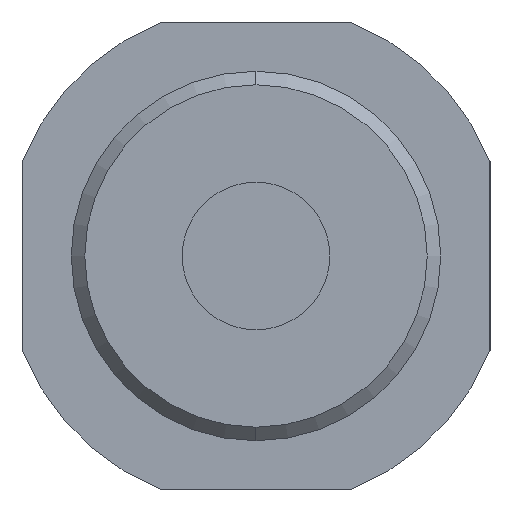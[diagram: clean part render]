
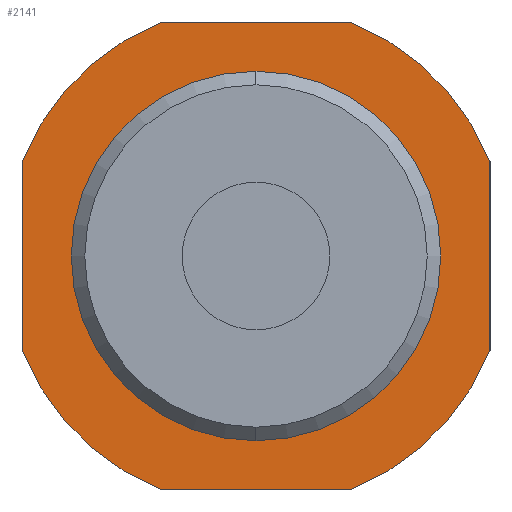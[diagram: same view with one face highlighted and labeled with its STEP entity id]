
A CAD part, left-side view. The second image highlights one B-rep face of the part: STEP entity #2141.
In plain terms, the highlighted face is planar.
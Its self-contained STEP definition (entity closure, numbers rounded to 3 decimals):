
#25 = CIRCLE ( 'NONE', #1533, 20.5 ) ;
#54 = CARTESIAN_POINT ( 'NONE',  ( 153.5, 0., 0. ) ) ;
#68 = EDGE_CURVE ( 'NONE', #1721, #2168, #2191, .T. ) ;
#95 = CARTESIAN_POINT ( 'NONE',  ( 153.5, 0., 0. ) ) ;
#111 = VERTEX_POINT ( 'NONE', #1266 ) ;
#114 = CARTESIAN_POINT ( 'NONE',  ( 153.5, 19., 7.697 ) ) ;
#124 = CARTESIAN_POINT ( 'NONE',  ( 153.5, -7.697, 19. ) ) ;
#132 = PLANE ( 'NONE',  #1679 ) ;
#141 = CARTESIAN_POINT ( 'NONE',  ( 153.5, 0., 0. ) ) ;
#191 = EDGE_CURVE ( 'NONE', #793, #1585, #1311, .T. ) ;
#227 = ORIENTED_EDGE ( 'NONE', *, *, #772, .F. ) ;
#284 = CARTESIAN_POINT ( 'NONE',  ( 153.5, 7.697, -19. ) ) ;
#292 = DIRECTION ( 'NONE',  ( -1., 0., 0. ) ) ;
#328 = FACE_OUTER_BOUND ( 'NONE', #1440, .T. ) ;
#345 = DIRECTION ( 'NONE',  ( 1., 0., 0. ) ) ;
#399 = CARTESIAN_POINT ( 'NONE',  ( 153.5, -7.697, -19. ) ) ;
#444 = ORIENTED_EDGE ( 'NONE', *, *, #2249, .F. ) ;
#478 = CARTESIAN_POINT ( 'NONE',  ( 153.5, 0., 0. ) ) ;
#554 = CIRCLE ( 'NONE', #819, 20.5 ) ;
#572 = ORIENTED_EDGE ( 'NONE', *, *, #1539, .F. ) ;
#620 = DIRECTION ( 'NONE',  ( 0., 0., 1. ) ) ;
#631 = ORIENTED_EDGE ( 'NONE', *, *, #191, .F. ) ;
#726 = VECTOR ( 'NONE', #2619, 1000. ) ;
#748 = ORIENTED_EDGE ( 'NONE', *, *, #1023, .F. ) ;
#763 = DIRECTION ( 'NONE',  ( -1., 0., 0. ) ) ;
#772 = EDGE_CURVE ( 'NONE', #1503, #793, #554, .T. ) ;
#777 = EDGE_CURVE ( 'NONE', #2058, #2081, #1981, .T. ) ;
#793 = VERTEX_POINT ( 'NONE', #124 ) ;
#796 = ORIENTED_EDGE ( 'NONE', *, *, #1248, .F. ) ;
#819 = AXIS2_PLACEMENT_3D ( 'NONE', #2030, #763, #1398 ) ;
#869 = ORIENTED_EDGE ( 'NONE', *, *, #2015, .F. ) ;
#910 = CARTESIAN_POINT ( 'NONE',  ( 153.5, 0., -15. ) ) ;
#921 = DIRECTION ( 'NONE',  ( 0., 0., -1. ) ) ;
#939 = CARTESIAN_POINT ( 'NONE',  ( 153.5, -19., -7.697 ) ) ;
#943 = VECTOR ( 'NONE', #1297, 1000. ) ;
#994 = DIRECTION ( 'NONE',  ( 0., 0., 1. ) ) ;
#1005 = ORIENTED_EDGE ( 'NONE', *, *, #1532, .F. ) ;
#1023 = EDGE_CURVE ( 'NONE', #111, #1872, #1975, .T. ) ;
#1103 = AXIS2_PLACEMENT_3D ( 'NONE', #141, #345, #2423 ) ;
#1123 = DIRECTION ( 'NONE',  ( 0., 0., 1. ) ) ;
#1128 = DIRECTION ( 'NONE',  ( -1., 0., 0. ) ) ;
#1193 = VECTOR ( 'NONE', #1658, 1000. ) ;
#1222 = CARTESIAN_POINT ( 'NONE',  ( 153.5, 7.697, 19. ) ) ;
#1248 = EDGE_CURVE ( 'NONE', #1872, #1721, #25, .T. ) ;
#1266 = CARTESIAN_POINT ( 'NONE',  ( 153.5, 19., 7.697 ) ) ;
#1297 = DIRECTION ( 'NONE',  ( 0., 0., 1. ) ) ;
#1311 = LINE ( 'NONE', #2567, #2196 ) ;
#1316 = DIRECTION ( 'NONE',  ( 1., 0., 0. ) ) ;
#1362 = FACE_BOUND ( 'NONE', #2140, .T. ) ;
#1393 = ORIENTED_EDGE ( 'NONE', *, *, #777, .F. ) ;
#1398 = DIRECTION ( 'NONE',  ( 0., 0., 1. ) ) ;
#1440 = EDGE_LOOP ( 'NONE', ( #444, #2012, #796, #748, #1005, #631, #227, #869 ) ) ;
#1487 = LINE ( 'NONE', #2318, #943 ) ;
#1503 = VERTEX_POINT ( 'NONE', #1693 ) ;
#1524 = CARTESIAN_POINT ( 'NONE',  ( 153.5, 0., 15. ) ) ;
#1532 = EDGE_CURVE ( 'NONE', #1585, #111, #1898, .T. ) ;
#1533 = AXIS2_PLACEMENT_3D ( 'NONE', #478, #292, #1123 ) ;
#1539 = EDGE_CURVE ( 'NONE', #2081, #2058, #2283, .T. ) ;
#1585 = VERTEX_POINT ( 'NONE', #1222 ) ;
#1627 = CARTESIAN_POINT ( 'NONE',  ( 153.5, 0., 0. ) ) ;
#1658 = DIRECTION ( 'NONE',  ( 0., -1., 0. ) ) ;
#1679 = AXIS2_PLACEMENT_3D ( 'NONE', #2643, #2021, #994 ) ;
#1682 = VERTEX_POINT ( 'NONE', #939 ) ;
#1693 = CARTESIAN_POINT ( 'NONE',  ( 153.5, -19., 7.697 ) ) ;
#1721 = VERTEX_POINT ( 'NONE', #284 ) ;
#1872 = VERTEX_POINT ( 'NONE', #2225 ) ;
#1898 = CIRCLE ( 'NONE', #2160, 20.5 ) ;
#1901 = AXIS2_PLACEMENT_3D ( 'NONE', #1627, #2461, #620 ) ;
#1929 = DIRECTION ( 'NONE',  ( 0., 0., 1. ) ) ;
#1950 = DIRECTION ( 'NONE',  ( 0., 1., 0. ) ) ;
#1975 = LINE ( 'NONE', #114, #726 ) ;
#1981 = CIRCLE ( 'NONE', #1103, 15. ) ;
#2012 = ORIENTED_EDGE ( 'NONE', *, *, #68, .F. ) ;
#2015 = EDGE_CURVE ( 'NONE', #1682, #1503, #1487, .T. ) ;
#2021 = DIRECTION ( 'NONE',  ( -1., 0., 0. ) ) ;
#2030 = CARTESIAN_POINT ( 'NONE',  ( 153.5, 0., 0. ) ) ;
#2058 = VERTEX_POINT ( 'NONE', #1524 ) ;
#2081 = VERTEX_POINT ( 'NONE', #910 ) ;
#2115 = AXIS2_PLACEMENT_3D ( 'NONE', #95, #1316, #921 ) ;
#2119 = CIRCLE ( 'NONE', #1901, 20.5 ) ;
#2140 = EDGE_LOOP ( 'NONE', ( #572, #1393 ) ) ;
#2141 = ADVANCED_FACE ( 'PLANAR_14', ( #1362, #328 ), #132, .F. ) ;
#2160 = AXIS2_PLACEMENT_3D ( 'NONE', #54, #1128, #1929 ) ;
#2168 = VERTEX_POINT ( 'NONE', #399 ) ;
#2191 = LINE ( 'NONE', #2613, #1193 ) ;
#2196 = VECTOR ( 'NONE', #1950, 1000. ) ;
#2225 = CARTESIAN_POINT ( 'NONE',  ( 153.5, 19., -7.697 ) ) ;
#2249 = EDGE_CURVE ( 'NONE', #2168, #1682, #2119, .T. ) ;
#2283 = CIRCLE ( 'NONE', #2115, 15. ) ;
#2318 = CARTESIAN_POINT ( 'NONE',  ( 153.5, -19., -7.697 ) ) ;
#2423 = DIRECTION ( 'NONE',  ( 0., 0., -1. ) ) ;
#2461 = DIRECTION ( 'NONE',  ( -1., 0., 0. ) ) ;
#2567 = CARTESIAN_POINT ( 'NONE',  ( 153.5, -7.697, 19. ) ) ;
#2613 = CARTESIAN_POINT ( 'NONE',  ( 153.5, 7.697, -19. ) ) ;
#2619 = DIRECTION ( 'NONE',  ( 0., 0., -1. ) ) ;
#2643 = CARTESIAN_POINT ( 'NONE',  ( 153.5, 0., 0. ) ) ;
